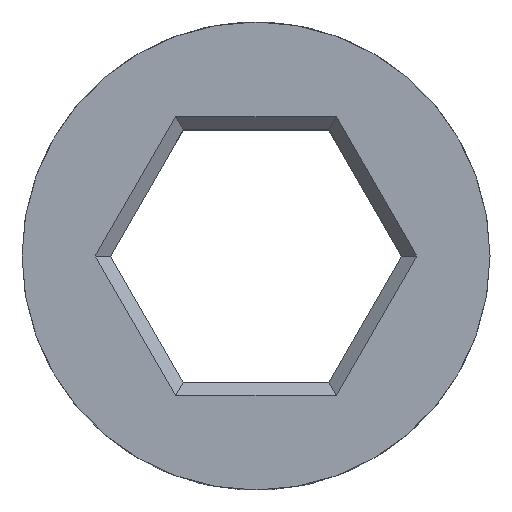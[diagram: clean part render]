
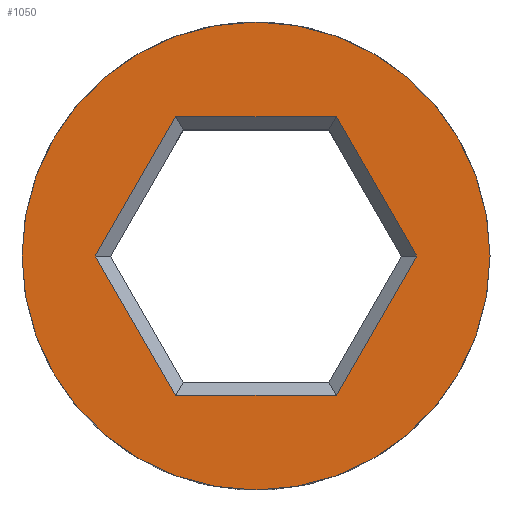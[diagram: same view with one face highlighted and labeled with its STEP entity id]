
A CAD part, top view. The second image highlights one B-rep face of the part: STEP entity #1050.
In plain terms, the highlighted planar face has unit normal (0, 0, 1).
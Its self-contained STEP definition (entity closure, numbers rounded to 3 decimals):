
#23 = VECTOR ( 'NONE', #528, 1000. ) ;
#39 = DIRECTION ( 'NONE',  ( 1., 0., 0. ) ) ;
#50 = DIRECTION ( 'NONE',  ( 0.5, -0.866, 0. ) ) ;
#86 = LINE ( 'NONE', #1326, #450 ) ;
#161 = LINE ( 'NONE', #1743, #1578 ) ;
#172 = EDGE_CURVE ( 'NONE', #470, #1051, #1844, .T. ) ;
#183 = CARTESIAN_POINT ( 'NONE',  ( -6.106, 0., 5.545 ) ) ;
#193 = AXIS2_PLACEMENT_3D ( 'NONE', #1705, #1104, #39 ) ;
#195 = VECTOR ( 'NONE', #50, 1000. ) ;
#263 = ORIENTED_EDGE ( 'NONE', *, *, #1552, .T. ) ;
#282 = VECTOR ( 'NONE', #564, 1000. ) ;
#294 = CARTESIAN_POINT ( 'NONE',  ( 0., 0., 5.545 ) ) ;
#347 = CARTESIAN_POINT ( 'NONE',  ( 0., 0., 5.545 ) ) ;
#381 = AXIS2_PLACEMENT_3D ( 'NONE', #294, #1217, #1055 ) ;
#445 = LINE ( 'NONE', #1283, #23 ) ;
#450 = VECTOR ( 'NONE', #1189, 1000. ) ;
#470 = VERTEX_POINT ( 'NONE', #1444 ) ;
#482 = EDGE_LOOP ( 'NONE', ( #1223, #805 ) ) ;
#497 = ORIENTED_EDGE ( 'NONE', *, *, #614, .T. ) ;
#512 = CARTESIAN_POINT ( 'NONE',  ( 3.053, -5.288, 5.545 ) ) ;
#525 = DIRECTION ( 'NONE',  ( -1., 0., 0. ) ) ;
#528 = DIRECTION ( 'NONE',  ( -0.5, -0.866, 0. ) ) ;
#543 = CARTESIAN_POINT ( 'NONE',  ( -3.053, 5.288, 5.545 ) ) ;
#564 = DIRECTION ( 'NONE',  ( 0.5, 0.866, 0. ) ) ;
#608 = VERTEX_POINT ( 'NONE', #1789 ) ;
#614 = EDGE_CURVE ( 'NONE', #1222, #608, #86, .T. ) ;
#651 = DIRECTION ( 'NONE',  ( 0., 0., 1. ) ) ;
#665 = PLANE ( 'NONE',  #895 ) ;
#763 = EDGE_CURVE ( 'NONE', #1498, #470, #161, .T. ) ;
#779 = ORIENTED_EDGE ( 'NONE', *, *, #172, .T. ) ;
#785 = EDGE_CURVE ( 'NONE', #1051, #1222, #1191, .T. ) ;
#786 = VERTEX_POINT ( 'NONE', #1761 ) ;
#805 = ORIENTED_EDGE ( 'NONE', *, *, #1252, .T. ) ;
#895 = AXIS2_PLACEMENT_3D ( 'NONE', #347, #651, #1694 ) ;
#916 = ORIENTED_EDGE ( 'NONE', *, *, #1647, .T. ) ;
#998 = ORIENTED_EDGE ( 'NONE', *, *, #785, .T. ) ;
#1013 = CIRCLE ( 'NONE', #381, 8.89 ) ;
#1050 = ADVANCED_FACE ( 'NONE', ( #1187, #1936 ), #665, .T. ) ;
#1051 = VERTEX_POINT ( 'NONE', #183 ) ;
#1055 = DIRECTION ( 'NONE',  ( 1., 0., 0. ) ) ;
#1104 = DIRECTION ( 'NONE',  ( 0., 0., 1. ) ) ;
#1146 = VERTEX_POINT ( 'NONE', #1560 ) ;
#1187 = FACE_BOUND ( 'NONE', #1675, .T. ) ;
#1189 = DIRECTION ( 'NONE',  ( 1., 0., 0. ) ) ;
#1191 = LINE ( 'NONE', #1315, #282 ) ;
#1217 = DIRECTION ( 'NONE',  ( 0., 0., 1. ) ) ;
#1222 = VERTEX_POINT ( 'NONE', #543 ) ;
#1223 = ORIENTED_EDGE ( 'NONE', *, *, #1966, .T. ) ;
#1252 = EDGE_CURVE ( 'NONE', #1543, #1146, #1013, .T. ) ;
#1283 = CARTESIAN_POINT ( 'NONE',  ( 3.197, -5.038, 5.545 ) ) ;
#1315 = CARTESIAN_POINT ( 'NONE',  ( -3.197, 5.038, 5.545 ) ) ;
#1317 = LINE ( 'NONE', #1567, #195 ) ;
#1326 = CARTESIAN_POINT ( 'NONE',  ( 2.764, 5.288, 5.545 ) ) ;
#1444 = CARTESIAN_POINT ( 'NONE',  ( -3.053, -5.288, 5.545 ) ) ;
#1498 = VERTEX_POINT ( 'NONE', #512 ) ;
#1543 = VERTEX_POINT ( 'NONE', #1551 ) ;
#1551 = CARTESIAN_POINT ( 'NONE',  ( 8.89, 0., 5.545 ) ) ;
#1552 = EDGE_CURVE ( 'NONE', #608, #786, #1317, .T. ) ;
#1560 = CARTESIAN_POINT ( 'NONE',  ( -8.89, 0., 5.545 ) ) ;
#1567 = CARTESIAN_POINT ( 'NONE',  ( 5.962, 0.25, 5.545 ) ) ;
#1578 = VECTOR ( 'NONE', #525, 1000. ) ;
#1592 = ORIENTED_EDGE ( 'NONE', *, *, #763, .T. ) ;
#1647 = EDGE_CURVE ( 'NONE', #786, #1498, #445, .T. ) ;
#1648 = CIRCLE ( 'NONE', #193, 8.89 ) ;
#1675 = EDGE_LOOP ( 'NONE', ( #1592, #779, #998, #497, #263, #916 ) ) ;
#1694 = DIRECTION ( 'NONE',  ( 1., 0., 0. ) ) ;
#1705 = CARTESIAN_POINT ( 'NONE',  ( 0., 0., 5.545 ) ) ;
#1743 = CARTESIAN_POINT ( 'NONE',  ( -2.764, -5.288, 5.545 ) ) ;
#1761 = CARTESIAN_POINT ( 'NONE',  ( 6.106, 0., 5.545 ) ) ;
#1780 = VECTOR ( 'NONE', #1903, 1000. ) ;
#1789 = CARTESIAN_POINT ( 'NONE',  ( 3.053, 5.288, 5.545 ) ) ;
#1844 = LINE ( 'NONE', #1916, #1780 ) ;
#1903 = DIRECTION ( 'NONE',  ( -0.5, 0.866, 0. ) ) ;
#1916 = CARTESIAN_POINT ( 'NONE',  ( -5.962, -0.25, 5.545 ) ) ;
#1936 = FACE_OUTER_BOUND ( 'NONE', #482, .T. ) ;
#1966 = EDGE_CURVE ( 'NONE', #1146, #1543, #1648, .T. ) ;
